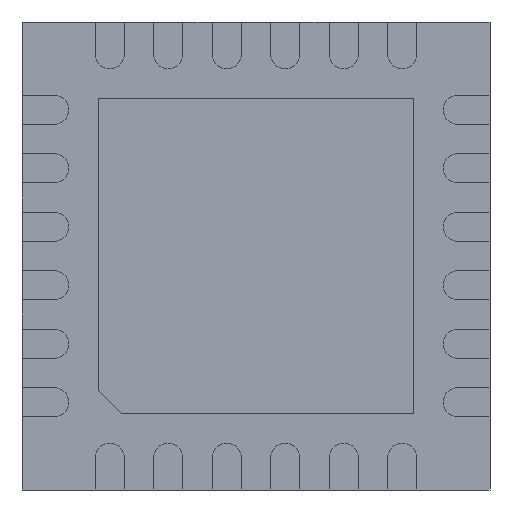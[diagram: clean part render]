
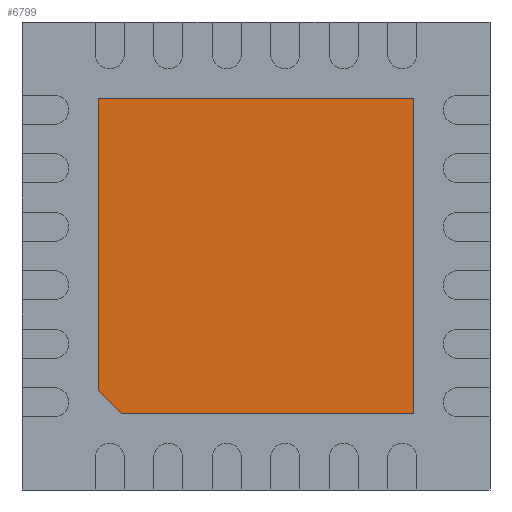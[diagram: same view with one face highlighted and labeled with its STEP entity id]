
A CAD part, front view. The second image highlights one B-rep face of the part: STEP entity #6799.
In plain terms, the highlighted planar face has unit normal (0, -1, 0).
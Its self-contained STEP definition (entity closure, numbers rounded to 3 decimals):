
#66 = CARTESIAN_POINT ( 'NONE',  ( 0., 0., 0. ) ) ;
#83 = ORIENTED_EDGE ( 'NONE', *, *, #3718, .T. ) ;
#238 = VECTOR ( 'NONE', #3958, 1000. ) ;
#269 = LINE ( 'NONE', #604, #5773 ) ;
#420 = EDGE_CURVE ( 'NONE', #7849, #5273, #269, .T. ) ;
#604 = CARTESIAN_POINT ( 'NONE',  ( 1.35, 0., -1.35 ) ) ;
#715 = PLANE ( 'NONE',  #5804 ) ;
#1430 = EDGE_CURVE ( 'NONE', #7093, #3427, #3999, .T. ) ;
#1528 = CARTESIAN_POINT ( 'NONE',  ( 1.35, 0., -1.35 ) ) ;
#2310 = VECTOR ( 'NONE', #7488, 1000. ) ;
#2485 = ORIENTED_EDGE ( 'NONE', *, *, #7301, .T. ) ;
#2660 = DIRECTION ( 'NONE',  ( 0., 0., -1. ) ) ;
#2878 = EDGE_LOOP ( 'NONE', ( #83, #7572, #7791, #2485, #7293 ) ) ;
#3092 = CARTESIAN_POINT ( 'NONE',  ( -1.15, 0., -1.35 ) ) ;
#3139 = DIRECTION ( 'NONE',  ( 1., 0., 0. ) ) ;
#3166 = VERTEX_POINT ( 'NONE', #4741 ) ;
#3427 = VERTEX_POINT ( 'NONE', #3764 ) ;
#3718 = EDGE_CURVE ( 'NONE', #3427, #3166, #5381, .T. ) ;
#3764 = CARTESIAN_POINT ( 'NONE',  ( -1.35, 0., 1.35 ) ) ;
#3958 = DIRECTION ( 'NONE',  ( -1., 0., 0. ) ) ;
#3999 = LINE ( 'NONE', #7192, #238 ) ;
#4552 = VECTOR ( 'NONE', #7935, 1000. ) ;
#4741 = CARTESIAN_POINT ( 'NONE',  ( -1.35, 0., -1.15 ) ) ;
#5223 = EDGE_CURVE ( 'NONE', #3166, #7849, #5681, .T. ) ;
#5273 = VERTEX_POINT ( 'NONE', #1528 ) ;
#5351 = VECTOR ( 'NONE', #7637, 1000. ) ;
#5381 = LINE ( 'NONE', #6078, #4552 ) ;
#5681 = LINE ( 'NONE', #3092, #5351 ) ;
#5773 = VECTOR ( 'NONE', #3139, 1000. ) ;
#5804 = AXIS2_PLACEMENT_3D ( 'NONE', #66, #7198, #2660 ) ;
#6039 = LINE ( 'NONE', #6853, #2310 ) ;
#6078 = CARTESIAN_POINT ( 'NONE',  ( -1.35, 0., -1.15 ) ) ;
#6153 = CARTESIAN_POINT ( 'NONE',  ( -1.15, 0., -1.35 ) ) ;
#6525 = FACE_OUTER_BOUND ( 'NONE', #2878, .T. ) ;
#6799 = ADVANCED_FACE ( 'NONE', ( #6525 ), #715, .T. ) ;
#6853 = CARTESIAN_POINT ( 'NONE',  ( 1.35, 0., -1.35 ) ) ;
#7093 = VERTEX_POINT ( 'NONE', #7265 ) ;
#7192 = CARTESIAN_POINT ( 'NONE',  ( 1.35, 0., 1.35 ) ) ;
#7198 = DIRECTION ( 'NONE',  ( 0., -1., 0. ) ) ;
#7265 = CARTESIAN_POINT ( 'NONE',  ( 1.35, 0., 1.35 ) ) ;
#7293 = ORIENTED_EDGE ( 'NONE', *, *, #1430, .T. ) ;
#7301 = EDGE_CURVE ( 'NONE', #5273, #7093, #6039, .T. ) ;
#7488 = DIRECTION ( 'NONE',  ( 0., 0., 1. ) ) ;
#7572 = ORIENTED_EDGE ( 'NONE', *, *, #5223, .T. ) ;
#7637 = DIRECTION ( 'NONE',  ( 0.707, 0., -0.707 ) ) ;
#7791 = ORIENTED_EDGE ( 'NONE', *, *, #420, .T. ) ;
#7849 = VERTEX_POINT ( 'NONE', #6153 ) ;
#7935 = DIRECTION ( 'NONE',  ( 0., 0., -1. ) ) ;
